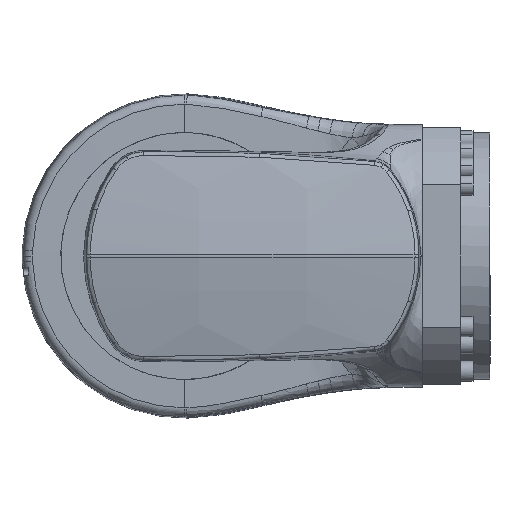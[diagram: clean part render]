
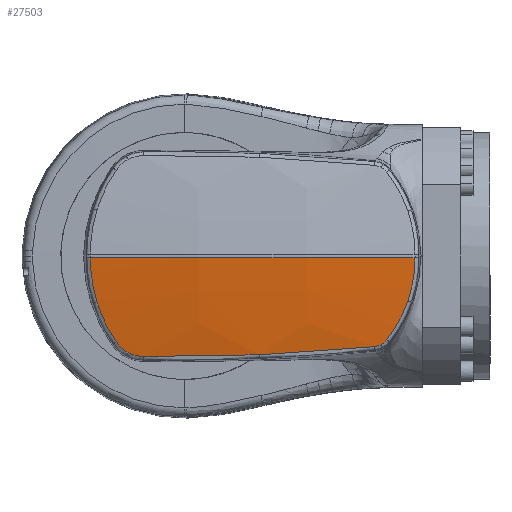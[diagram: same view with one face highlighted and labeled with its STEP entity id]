
A CAD part, front view. The second image highlights one B-rep face of the part: STEP entity #27503.
In plain terms, the highlighted free-form (B-spline) face has degree [3, 3] with [4, 4] control points.
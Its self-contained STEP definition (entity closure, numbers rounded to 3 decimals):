
#27380=CARTESIAN_POINT('Control Point',(2699.427,-103.688,1949.223)) ;
#27381=CARTESIAN_POINT('Control Point',(2629.566,-113.694,1949.223)) ;
#27382=CARTESIAN_POINT('Control Point',(2559.017,-115.568,1949.223)) ;
#27383=CARTESIAN_POINT('Control Point',(2488.724,-109.284,1949.223)) ;
#27384=CARTESIAN_POINT('Control Point',(2700.007,-107.735,1970.624)) ;
#27385=CARTESIAN_POINT('Control Point',(2629.833,-117.785,1970.624)) ;
#27386=CARTESIAN_POINT('Control Point',(2558.968,-119.667,1970.624)) ;
#27387=CARTESIAN_POINT('Control Point',(2488.36,-113.356,1970.624)) ;
#27388=CARTESIAN_POINT('Control Point',(2700.487,-111.087,1992.147)) ;
#27389=CARTESIAN_POINT('Control Point',(2630.054,-121.174,1992.147)) ;
#27390=CARTESIAN_POINT('Control Point',(2558.927,-123.063,1992.147)) ;
#27391=CARTESIAN_POINT('Control Point',(2488.058,-116.728,1992.147)) ;
#27392=CARTESIAN_POINT('Control Point',(2700.867,-113.741,2013.769)) ;
#27393=CARTESIAN_POINT('Control Point',(2630.229,-123.858,2013.769)) ;
#27394=CARTESIAN_POINT('Control Point',(2558.895,-125.752,2013.769)) ;
#27395=CARTESIAN_POINT('Control Point',(2487.82,-119.399,2013.769)) ;
#27397=CARTESIAN_POINT('Control Point',(2681.16,-108.259,1960.722)) ;
#27398=CARTESIAN_POINT('Control Point',(2685.597,-108.737,1966.385)) ;
#27399=CARTESIAN_POINT('Control Point',(2689.378,-109.299,1972.477)) ;
#27400=CARTESIAN_POINT('Control Point',(2692.431,-109.952,1978.958)) ;
#27401=CARTESIAN_POINT('Control Point',(2694.768,-110.68,1985.749)) ;
#27402=CARTESIAN_POINT('Vertex',(2681.16,-108.259,1960.722)) ;
#27404=CARTESIAN_POINT('Vertex',(2694.768,-110.68,1985.749)) ;
#27408=CARTESIAN_POINT('Control Point',(2694.768,-110.68,1985.749)) ;
#27409=CARTESIAN_POINT('Control Point',(2697.103,-111.407,1992.536)) ;
#27410=CARTESIAN_POINT('Control Point',(2698.679,-112.195,1999.51)) ;
#27411=CARTESIAN_POINT('Control Point',(2699.447,-113.047,2006.611)) ;
#27412=CARTESIAN_POINT('Control Point',(2699.44,-113.944,2013.769)) ;
#27413=CARTESIAN_POINT('Vertex',(2699.44,-113.944,2013.769)) ;
#27417=CARTESIAN_POINT('Control Point',(2699.44,-113.944,2013.769)) ;
#27418=CARTESIAN_POINT('Control Point',(2629.726,-123.818,2013.769)) ;
#27419=CARTESIAN_POINT('Control Point',(2559.342,-125.685,2013.769)) ;
#27420=CARTESIAN_POINT('Control Point',(2489.203,-119.522,2013.769)) ;
#27421=CARTESIAN_POINT('Vertex',(2489.203,-119.522,2013.769)) ;
#27425=CARTESIAN_POINT('Control Point',(2489.203,-119.522,2013.769)) ;
#27426=CARTESIAN_POINT('Control Point',(2489.19,-118.619,2006.525)) ;
#27427=CARTESIAN_POINT('Control Point',(2489.889,-117.713,1999.333)) ;
#27428=CARTESIAN_POINT('Control Point',(2491.327,-116.816,1992.25)) ;
#27429=CARTESIAN_POINT('Control Point',(2493.462,-115.93,1985.326)) ;
#27430=CARTESIAN_POINT('Vertex',(2493.462,-115.93,1985.326)) ;
#27434=CARTESIAN_POINT('Control Point',(2493.462,-115.93,1985.326)) ;
#27435=CARTESIAN_POINT('Control Point',(2495.598,-115.043,1978.398)) ;
#27436=CARTESIAN_POINT('Control Point',(2498.402,-114.179,1971.731)) ;
#27437=CARTESIAN_POINT('Control Point',(2501.879,-113.35,1965.387)) ;
#27438=CARTESIAN_POINT('Control Point',(2505.976,-112.556,1959.403)) ;
#27439=CARTESIAN_POINT('Vertex',(2505.976,-112.556,1959.403)) ;
#27443=CARTESIAN_POINT('Control Point',(2505.976,-112.556,1959.403)) ;
#27444=CARTESIAN_POINT('Control Point',(2507.442,-112.272,1957.261)) ;
#27445=CARTESIAN_POINT('Control Point',(2509.238,-112.045,1955.359)) ;
#27446=CARTESIAN_POINT('Control Point',(2511.318,-111.884,1953.766)) ;
#27447=CARTESIAN_POINT('Control Point',(2513.611,-111.794,1952.532)) ;
#27448=CARTESIAN_POINT('Vertex',(2513.611,-111.794,1952.532)) ;
#27452=CARTESIAN_POINT('Control Point',(2513.611,-111.794,1952.532)) ;
#27453=CARTESIAN_POINT('Control Point',(2515.906,-111.704,1951.297)) ;
#27454=CARTESIAN_POINT('Control Point',(2518.384,-111.686,1950.438)) ;
#27455=CARTESIAN_POINT('Control Point',(2520.966,-111.742,1949.99)) ;
#27456=CARTESIAN_POINT('Control Point',(2523.569,-111.868,1949.954)) ;
#27457=CARTESIAN_POINT('Vertex',(2523.569,-111.868,1949.954)) ;
#27461=CARTESIAN_POINT('Control Point',(2523.569,-111.868,1949.954)) ;
#27462=CARTESIAN_POINT('Control Point',(2548.506,-113.071,1949.606)) ;
#27463=CARTESIAN_POINT('Control Point',(2573.501,-113.385,1949.962)) ;
#27464=CARTESIAN_POINT('Control Point',(2598.45,-112.807,1951.016)) ;
#27465=CARTESIAN_POINT('Vertex',(2598.45,-112.807,1951.016)) ;
#27469=CARTESIAN_POINT('Control Point',(2598.45,-112.807,1951.016)) ;
#27470=CARTESIAN_POINT('Control Point',(2623.392,-112.229,1952.069)) ;
#27471=CARTESIAN_POINT('Control Point',(2648.287,-110.759,1953.821)) ;
#27472=CARTESIAN_POINT('Control Point',(2673.031,-108.403,1956.26)) ;
#27473=CARTESIAN_POINT('Vertex',(2673.031,-108.403,1956.26)) ;
#27477=CARTESIAN_POINT('Control Point',(2673.031,-108.403,1956.26)) ;
#27478=CARTESIAN_POINT('Control Point',(2674.612,-108.253,1956.416)) ;
#27479=CARTESIAN_POINT('Control Point',(2676.156,-108.163,1956.903)) ;
#27480=CARTESIAN_POINT('Control Point',(2677.549,-108.139,1957.667)) ;
#27481=CARTESIAN_POINT('Vertex',(2677.549,-108.139,1957.667)) ;
#27485=CARTESIAN_POINT('Control Point',(2677.549,-108.139,1957.667)) ;
#27486=CARTESIAN_POINT('Control Point',(2678.939,-108.114,1958.43)) ;
#27487=CARTESIAN_POINT('Control Point',(2680.179,-108.153,1959.469)) ;
#27488=CARTESIAN_POINT('Control Point',(2681.16,-108.259,1960.722)) ;
#27406=EDGE_CURVE('',#27403,#27405,#27396,.T.) ;
#27415=EDGE_CURVE('',#27405,#27414,#27407,.T.) ;
#27423=EDGE_CURVE('',#27414,#27422,#27416,.T.) ;
#27432=EDGE_CURVE('',#27422,#27431,#27424,.T.) ;
#27441=EDGE_CURVE('',#27431,#27440,#27433,.T.) ;
#27450=EDGE_CURVE('',#27440,#27449,#27442,.T.) ;
#27459=EDGE_CURVE('',#27449,#27458,#27451,.T.) ;
#27467=EDGE_CURVE('',#27458,#27466,#27460,.T.) ;
#27475=EDGE_CURVE('',#27466,#27474,#27468,.T.) ;
#27483=EDGE_CURVE('',#27474,#27482,#27476,.T.) ;
#27489=EDGE_CURVE('',#27482,#27403,#27484,.T.) ;
#27491=ORIENTED_EDGE('',*,*,#27406,.T.) ;
#27492=ORIENTED_EDGE('',*,*,#27415,.T.) ;
#27493=ORIENTED_EDGE('',*,*,#27423,.T.) ;
#27494=ORIENTED_EDGE('',*,*,#27432,.T.) ;
#27495=ORIENTED_EDGE('',*,*,#27441,.T.) ;
#27496=ORIENTED_EDGE('',*,*,#27450,.T.) ;
#27497=ORIENTED_EDGE('',*,*,#27459,.T.) ;
#27498=ORIENTED_EDGE('',*,*,#27467,.T.) ;
#27499=ORIENTED_EDGE('',*,*,#27475,.T.) ;
#27500=ORIENTED_EDGE('',*,*,#27483,.T.) ;
#27501=ORIENTED_EDGE('',*,*,#27489,.T.) ;
#27490=EDGE_LOOP('',(#27491,#27492,#27493,#27494,#27495,#27496,#27497,#27498,#27499,#27500,#27501)) ;
#27403=VERTEX_POINT('',#27402) ;
#27405=VERTEX_POINT('',#27404) ;
#27414=VERTEX_POINT('',#27413) ;
#27422=VERTEX_POINT('',#27421) ;
#27431=VERTEX_POINT('',#27430) ;
#27440=VERTEX_POINT('',#27439) ;
#27449=VERTEX_POINT('',#27448) ;
#27458=VERTEX_POINT('',#27457) ;
#27466=VERTEX_POINT('',#27465) ;
#27474=VERTEX_POINT('',#27473) ;
#27482=VERTEX_POINT('',#27481) ;
#27503=ADVANCED_FACE('BREP_WITH_VOIDS #36',(#27502),#27379,.T.) ;
#27396=B_SPLINE_CURVE_WITH_KNOTS('',4,(#27397,#27398,#27399,#27400,#27401),.UNSPECIFIED.,.F.,.U.,(5,5),(0.,40.747),.UNSPECIFIED.) ;
#27407=B_SPLINE_CURVE_WITH_KNOTS('',4,(#27408,#27409,#27410,#27411,#27412),.UNSPECIFIED.,.F.,.U.,(5,5),(0.,40.727),.UNSPECIFIED.) ;
#27424=B_SPLINE_CURVE_WITH_KNOTS('',4,(#27425,#27426,#27427,#27428,#27429),.UNSPECIFIED.,.F.,.U.,(5,5),(0.,41.228),.UNSPECIFIED.) ;
#27433=B_SPLINE_CURVE_WITH_KNOTS('',4,(#27434,#27435,#27436,#27437,#27438),.UNSPECIFIED.,.F.,.U.,(5,5),(0.,41.246),.UNSPECIFIED.) ;
#27442=B_SPLINE_CURVE_WITH_KNOTS('',4,(#27443,#27444,#27445,#27446,#27447),.UNSPECIFIED.,.F.,.U.,(5,5),(0.,14.808),.UNSPECIFIED.) ;
#27451=B_SPLINE_CURVE_WITH_KNOTS('',4,(#27452,#27453,#27454,#27455,#27456),.UNSPECIFIED.,.F.,.U.,(5,5),(0.,14.825),.UNSPECIFIED.) ;
#27460=B_SPLINE_CURVE_WITH_KNOTS('',3,(#27461,#27462,#27463,#27464),.UNSPECIFIED.,.F.,.U.,(4,4),(0.,106.416),.UNSPECIFIED.) ;
#27468=B_SPLINE_CURVE_WITH_KNOTS('',3,(#27469,#27470,#27471,#27472),.UNSPECIFIED.,.F.,.U.,(4,4),(106.416,212.806),.UNSPECIFIED.) ;
#27476=B_SPLINE_CURVE_WITH_KNOTS('',3,(#27477,#27478,#27479,#27480),.UNSPECIFIED.,.F.,.U.,(4,4),(0.,6.868),.UNSPECIFIED.) ;
#27484=B_SPLINE_CURVE_WITH_KNOTS('',3,(#27485,#27486,#27487,#27488),.UNSPECIFIED.,.F.,.U.,(4,4),(6.868,13.716),.UNSPECIFIED.) ;
#27502=FACE_OUTER_BOUND('',#27490,.T.) ;
#27416=(BOUNDED_CURVE()B_SPLINE_CURVE(3,(#27417,#27418,#27419,#27420),.UNSPECIFIED.,.F.,.U.)B_SPLINE_CURVE_WITH_KNOTS((4,4),(1.441,211.592),.UNSPECIFIED.)CURVE()GEOMETRIC_REPRESENTATION_ITEM()RATIONAL_B_SPLINE_CURVE((1.,0.996,0.996,1.))REPRESENTATION_ITEM('')) ;
#27379=(BOUNDED_SURFACE()B_SPLINE_SURFACE(3,3,((#27380,#27381,#27382,#27383),(#27384,#27385,#27386,#27387),(#27388,#27389,#27390,#27391),(#27392,#27393,#27394,#27395)),.UNSPECIFIED.,.F.,.F.,.U.)B_SPLINE_SURFACE_WITH_KNOTS((4,4),(4,4),(0.,65.365),(0.,212.981),.UNSPECIFIED.)GEOMETRIC_REPRESENTATION_ITEM()RATIONAL_B_SPLINE_SURFACE(((1.,0.996,0.996,1.),(1.,0.995,0.995,1.),(1.,0.995,0.995,1.),(1.,0.996,0.996,1.)))REPRESENTATION_ITEM('Rational BSpline Surface')SURFACE()) ;
